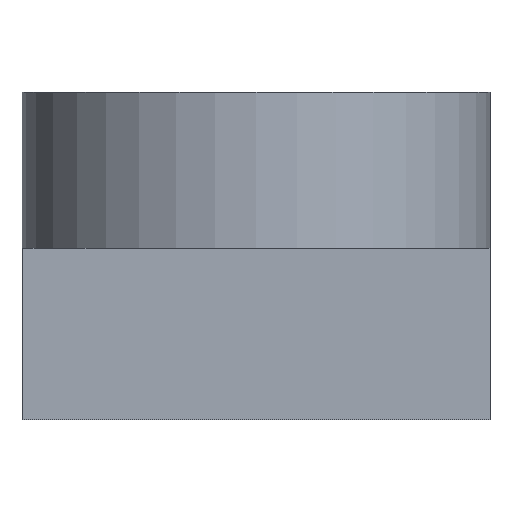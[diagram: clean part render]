
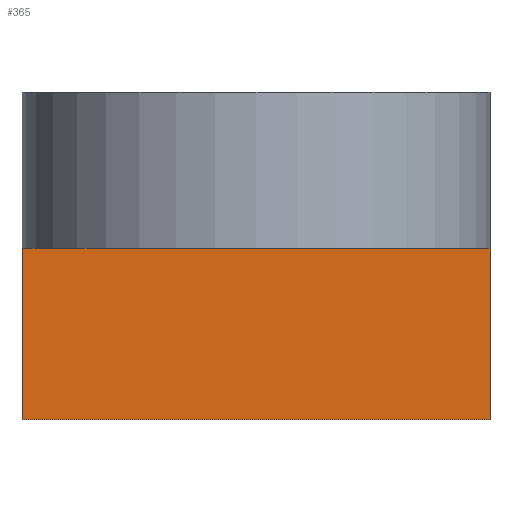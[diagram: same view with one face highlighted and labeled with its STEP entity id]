
A CAD part, front view. The second image highlights one B-rep face of the part: STEP entity #365.
In plain terms, the highlighted planar face has unit normal (0, -1, 0).
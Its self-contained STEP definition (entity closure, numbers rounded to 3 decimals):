
#64 = VERTEX_POINT('',#65);
#65 = CARTESIAN_POINT('',(9.525,9.525,0.));
#95 = VERTEX_POINT('',#96);
#96 = CARTESIAN_POINT('',(-9.525,9.525,0.));
#186 = EDGE_CURVE('',#64,#187,#189,.T.);
#187 = VERTEX_POINT('',#188);
#188 = CARTESIAN_POINT('',(9.525,9.525,-6.99));
#189 = LINE('',#190,#191);
#190 = CARTESIAN_POINT('',(9.525,9.525,6.35));
#191 = VECTOR('',#192,1.);
#192 = DIRECTION('',(0.,0.,-1.));
#241 = EDGE_CURVE('',#95,#242,#244,.T.);
#242 = VERTEX_POINT('',#243);
#243 = CARTESIAN_POINT('',(-9.525,9.525,-6.99));
#244 = LINE('',#245,#246);
#245 = CARTESIAN_POINT('',(-9.525,9.525,6.35));
#246 = VECTOR('',#247,1.);
#247 = DIRECTION('',(0.,0.,-1.));
#295 = EDGE_CURVE('',#242,#187,#296,.T.);
#296 = LINE('',#297,#298);
#297 = CARTESIAN_POINT('',(-9.525,9.525,-6.99));
#298 = VECTOR('',#299,1.);
#299 = DIRECTION('',(1.,0.,0.));
#365 = ADVANCED_FACE('',(#366),#377,.T.);
#366 = FACE_BOUND('',#367,.T.);
#367 = EDGE_LOOP('',(#368,#374,#375,#376));
#368 = ORIENTED_EDGE('',*,*,#369,.F.);
#369 = EDGE_CURVE('',#95,#64,#370,.T.);
#370 = LINE('',#371,#372);
#371 = CARTESIAN_POINT('',(-4.763,9.525,0.));
#372 = VECTOR('',#373,1.);
#373 = DIRECTION('',(1.,0.,0.));
#374 = ORIENTED_EDGE('',*,*,#241,.T.);
#375 = ORIENTED_EDGE('',*,*,#295,.T.);
#376 = ORIENTED_EDGE('',*,*,#186,.F.);
#377 = PLANE('',#378);
#378 = AXIS2_PLACEMENT_3D('',#379,#380,#381);
#379 = CARTESIAN_POINT('',(-9.525,9.525,6.35));
#380 = DIRECTION('',(0.,-1.,0.));
#381 = DIRECTION('',(1.,0.,0.));
